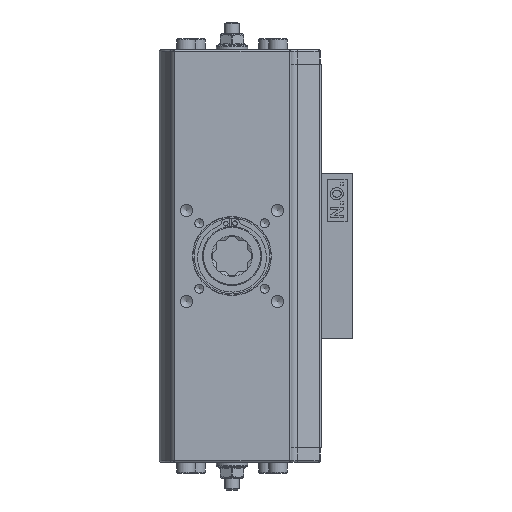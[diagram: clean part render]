
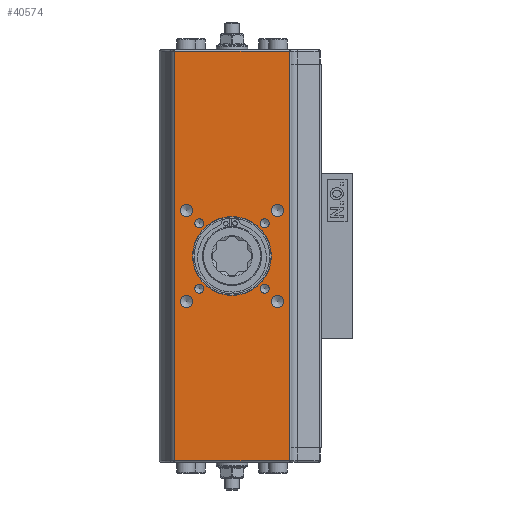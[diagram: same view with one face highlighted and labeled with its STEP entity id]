
A CAD part, front view. The second image highlights one B-rep face of the part: STEP entity #40574.
In plain terms, the highlighted planar face has unit normal (0, -1, 0).
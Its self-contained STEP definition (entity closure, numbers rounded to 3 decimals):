
#25267=CARTESIAN_POINT('',(-31.,-47.,-111.0));
#25268=VERTEX_POINT('',#25267);
#25282=CARTESIAN_POINT('',(31.,-47.,-111.0));
#25283=VERTEX_POINT('',#25282);
#25291=CARTESIAN_POINT('',(31.,-47.,-111.0));
#25292=DIRECTION('',(-1.0,0.0,0.0));
#25293=VECTOR('',#25292,62.);
#25294=LINE('',#25291,#25293);
#25295=EDGE_CURVE('',#25283,#25268,#25294,.T.);
#39309=CARTESIAN_POINT('',(-31.,-47.,111.0));
#39310=VERTEX_POINT('',#39309);
#39318=CARTESIAN_POINT('',(31.0,-47.,111.));
#39319=VERTEX_POINT('',#39318);
#39320=CARTESIAN_POINT('',(31.,-47.,111.));
#39321=DIRECTION('',(-1.0,0.0,0.0));
#39322=VECTOR('',#39321,62.);
#39323=LINE('',#39320,#39322);
#39324=EDGE_CURVE('',#39319,#39310,#39323,.T.);
#40438=CARTESIAN_POINT('',(-21.384,-47.0,0.));
#40439=VERTEX_POINT('',#40438);
#40440=CARTESIAN_POINT('',(0.,-47.,0.0));
#40441=DIRECTION('',(0.0,-1.0,0.0));
#40442=DIRECTION('',(1.0,0.0,0.0));
#40443=AXIS2_PLACEMENT_3D('',#40440,#40441,#40442);
#40444=CIRCLE('',#40443,21.384);
#40445=EDGE_CURVE('',#40439,#40439,#40444,.T.);
#40462=CARTESIAN_POINT('',(31.,-47.,0.0));
#40463=DIRECTION('',(0.0,-1.0,0.0));
#40464=DIRECTION('',(0.0,0.0,-1.0));
#40465=AXIS2_PLACEMENT_3D('',#40462,#40463,#40464);
#40466=PLANE('',#40465);
#40467=CARTESIAN_POINT('',(-31.0,-47.,-111.0));
#40468=DIRECTION('',(0.0,0.0,1.0));
#40469=VECTOR('',#40468,222.0);
#40470=LINE('',#40467,#40469);
#40471=EDGE_CURVE('',#25268,#39310,#40470,.T.);
#40472=ORIENTED_EDGE('',*,*,#40471,.F.);
#40473=ORIENTED_EDGE('',*,*,#25295,.F.);
#40474=CARTESIAN_POINT('',(31.,-47.,-111.0));
#40475=DIRECTION('',(0.0,0.0,1.0));
#40476=VECTOR('',#40475,222.0);
#40477=LINE('',#40474,#40476);
#40478=EDGE_CURVE('',#25283,#39319,#40477,.T.);
#40479=ORIENTED_EDGE('',*,*,#40478,.T.);
#40480=ORIENTED_EDGE('',*,*,#39324,.T.);
#40481=EDGE_LOOP('',(#40472,#40473,#40479,#40480));
#40482=FACE_OUTER_BOUND('',#40481,.T.);
#40483=CARTESIAN_POINT('',(28.072,-47.,24.749));
#40484=VERTEX_POINT('',#40483);
#40485=CARTESIAN_POINT('',(24.749,-47.,24.749));
#40486=DIRECTION('',(0.0,1.0,0.0));
#40487=DIRECTION('',(1.0,0.0,0.0));
#40488=AXIS2_PLACEMENT_3D('',#40485,#40486,#40487);
#40489=CIRCLE('',#40488,3.324);
#40490=EDGE_CURVE('',#40484,#40484,#40489,.T.);
#40491=ORIENTED_EDGE('',*,*,#40490,.T.);
#40492=EDGE_LOOP('',(#40491));
#40493=FACE_BOUND('',#40492,.T.);
#40494=CARTESIAN_POINT('',(20.137,-47.,17.678));
#40495=VERTEX_POINT('',#40494);
#40496=CARTESIAN_POINT('',(17.678,-47.,17.678));
#40497=DIRECTION('',(0.0,1.0,0.0));
#40498=DIRECTION('',(1.0,0.0,0.0));
#40499=AXIS2_PLACEMENT_3D('',#40496,#40497,#40498);
#40500=CIRCLE('',#40499,2.459);
#40501=EDGE_CURVE('',#40495,#40495,#40500,.T.);
#40502=ORIENTED_EDGE('',*,*,#40501,.T.);
#40503=EDGE_LOOP('',(#40502));
#40504=FACE_BOUND('',#40503,.T.);
#40505=CARTESIAN_POINT('',(24.749,-47.,-28.072));
#40506=VERTEX_POINT('',#40505);
#40507=CARTESIAN_POINT('',(24.749,-47.,-24.749));
#40508=DIRECTION('',(0.0,1.0,0.0));
#40509=DIRECTION('',(0.0,0.0,-1.0));
#40510=AXIS2_PLACEMENT_3D('',#40507,#40508,#40509);
#40511=CIRCLE('',#40510,3.324);
#40512=EDGE_CURVE('',#40506,#40506,#40511,.T.);
#40513=ORIENTED_EDGE('',*,*,#40512,.T.);
#40514=EDGE_LOOP('',(#40513));
#40515=FACE_BOUND('',#40514,.T.);
#40516=CARTESIAN_POINT('',(-28.072,-47.,-24.749));
#40517=VERTEX_POINT('',#40516);
#40518=CARTESIAN_POINT('',(-24.749,-47.,-24.749));
#40519=DIRECTION('',(0.0,1.0,0.0));
#40520=DIRECTION('',(-1.0,0.0,0.0));
#40521=AXIS2_PLACEMENT_3D('',#40518,#40519,#40520);
#40522=CIRCLE('',#40521,3.324);
#40523=EDGE_CURVE('',#40517,#40517,#40522,.T.);
#40524=ORIENTED_EDGE('',*,*,#40523,.T.);
#40525=EDGE_LOOP('',(#40524));
#40526=FACE_BOUND('',#40525,.T.);
#40527=CARTESIAN_POINT('',(-24.749,-47.,28.072));
#40528=VERTEX_POINT('',#40527);
#40529=CARTESIAN_POINT('',(-24.749,-47.,24.749));
#40530=DIRECTION('',(0.0,1.0,0.0));
#40531=DIRECTION('',(0.0,0.0,1.0));
#40532=AXIS2_PLACEMENT_3D('',#40529,#40530,#40531);
#40533=CIRCLE('',#40532,3.324);
#40534=EDGE_CURVE('',#40528,#40528,#40533,.T.);
#40535=ORIENTED_EDGE('',*,*,#40534,.T.);
#40536=EDGE_LOOP('',(#40535));
#40537=FACE_BOUND('',#40536,.T.);
#40538=CARTESIAN_POINT('',(17.678,-47.,-20.137));
#40539=VERTEX_POINT('',#40538);
#40540=CARTESIAN_POINT('',(17.678,-47.,-17.678));
#40541=DIRECTION('',(0.0,1.0,0.0));
#40542=DIRECTION('',(0.0,0.0,-1.0));
#40543=AXIS2_PLACEMENT_3D('',#40540,#40541,#40542);
#40544=CIRCLE('',#40543,2.459);
#40545=EDGE_CURVE('',#40539,#40539,#40544,.T.);
#40546=ORIENTED_EDGE('',*,*,#40545,.T.);
#40547=EDGE_LOOP('',(#40546));
#40548=FACE_BOUND('',#40547,.T.);
#40549=CARTESIAN_POINT('',(-20.137,-47.,-17.678));
#40550=VERTEX_POINT('',#40549);
#40551=CARTESIAN_POINT('',(-17.678,-47.,-17.678));
#40552=DIRECTION('',(0.0,1.0,0.0));
#40553=DIRECTION('',(-1.0,0.0,0.0));
#40554=AXIS2_PLACEMENT_3D('',#40551,#40552,#40553);
#40555=CIRCLE('',#40554,2.459);
#40556=EDGE_CURVE('',#40550,#40550,#40555,.T.);
#40557=ORIENTED_EDGE('',*,*,#40556,.T.);
#40558=EDGE_LOOP('',(#40557));
#40559=FACE_BOUND('',#40558,.T.);
#40560=CARTESIAN_POINT('',(-17.678,-47.,20.137));
#40561=VERTEX_POINT('',#40560);
#40562=CARTESIAN_POINT('',(-17.678,-47.,17.678));
#40563=DIRECTION('',(0.0,1.0,0.0));
#40564=DIRECTION('',(0.0,0.0,1.0));
#40565=AXIS2_PLACEMENT_3D('',#40562,#40563,#40564);
#40566=CIRCLE('',#40565,2.459);
#40567=EDGE_CURVE('',#40561,#40561,#40566,.T.);
#40568=ORIENTED_EDGE('',*,*,#40567,.T.);
#40569=EDGE_LOOP('',(#40568));
#40570=FACE_BOUND('',#40569,.T.);
#40571=ORIENTED_EDGE('',*,*,#40445,.F.);
#40572=EDGE_LOOP('',(#40571));
#40573=FACE_BOUND('',#40572,.T.);
#40574=ADVANCED_FACE('',(#40482,#40493,#40504,#40515,#40526,#40537,#40548,#40559,#40570,#40573),#40466,.T.);
